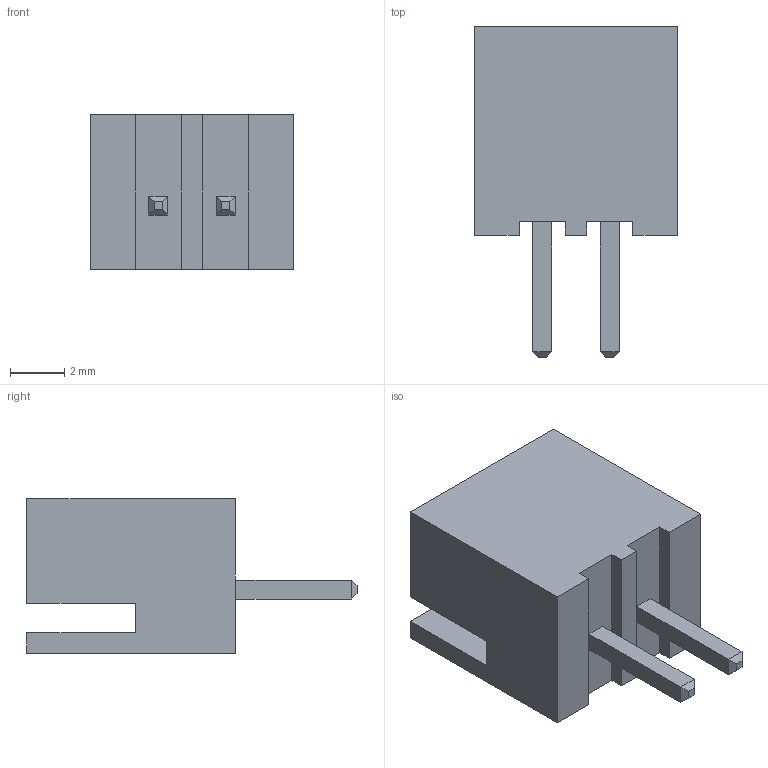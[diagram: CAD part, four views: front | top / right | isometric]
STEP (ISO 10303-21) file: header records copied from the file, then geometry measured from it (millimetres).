
FILE_DESCRIPTION (( 'STEP AP203' ), '1' );
FILE_NAME ('CWF-2.STEP', '2014-01-13T07:24:57', ( '' ), ( '' ), 'SwSTEP 2.0', 'SolidWorks 2012', '' );
FILE_SCHEMA (( 'CONFIG_CONTROL_DESIGN' ));
Length unit declared in the file: millimetre
Products named in the file (1): CWF-2
Bounding box: 7.5 x 12.2 x 5.7 mm (x, y, z)
Volume: 177.9 mm3; surface area: 428.4 mm2
Topology: 1 solids, 1 shells, 64 faces, 158 edges, 100 vertices
Faces by surface type: plane 64
Entity records: 1911 total; most frequent: CARTESIAN_POINT 323, ORIENTED_EDGE 316, DIRECTION 288, EDGE_CURVE 158, LINE 158, VECTOR 158, VERTEX_POINT 100, EDGE_LOOP 68
